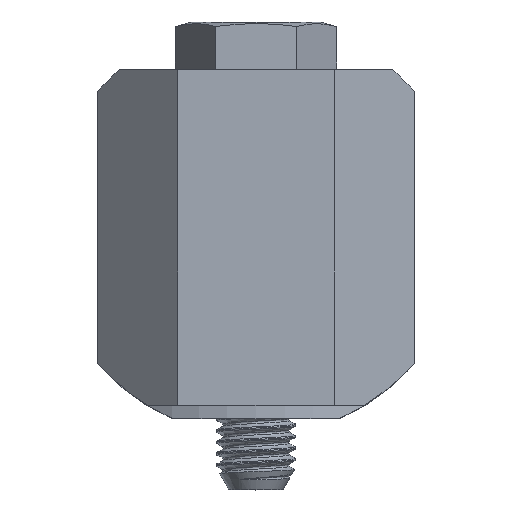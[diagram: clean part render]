
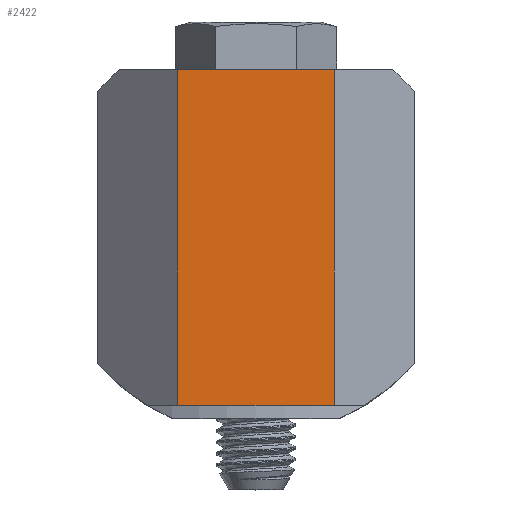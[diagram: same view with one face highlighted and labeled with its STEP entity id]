
A CAD part, top view. The second image highlights one B-rep face of the part: STEP entity #2422.
In plain terms, the highlighted planar face has unit normal (0, 0, 1).
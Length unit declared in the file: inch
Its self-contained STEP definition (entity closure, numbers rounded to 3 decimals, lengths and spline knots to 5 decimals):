
#400=FACE_OUTER_BOUND('',#575,.T.);
#575=EDGE_LOOP('',(#1941,#1942,#1943,#1944));
#633=LINE('',#3146,#784);
#755=LINE('',#7645,#906);
#756=LINE('',#7646,#907);
#757=LINE('',#7647,#908);
#784=VECTOR('',#2686,0.3937);
#906=VECTOR('',#2984,0.3937);
#907=VECTOR('',#2985,0.3937);
#908=VECTOR('',#2986,0.3937);
#949=VERTEX_POINT('',#3143);
#950=VERTEX_POINT('',#3145);
#1110=VERTEX_POINT('',#7643);
#1111=VERTEX_POINT('',#7644);
#1168=EDGE_CURVE('',#949,#950,#633,.T.);
#1399=EDGE_CURVE('',#1110,#1111,#755,.T.);
#1400=EDGE_CURVE('',#950,#1111,#756,.T.);
#1401=EDGE_CURVE('',#1110,#949,#757,.T.);
#1941=ORIENTED_EDGE('',*,*,#1399,.T.);
#1942=ORIENTED_EDGE('',*,*,#1400,.F.);
#1943=ORIENTED_EDGE('',*,*,#1168,.F.);
#1944=ORIENTED_EDGE('',*,*,#1401,.F.);
#2158=PLANE('',#2616);
#2422=ADVANCED_FACE('',(#400),#2158,.T.);
#2616=AXIS2_PLACEMENT_3D('',#7642,#2982,#2983);
#2686=DIRECTION('',(1.,0.,0.));
#2982=DIRECTION('center_axis',(0.,0.,1.));
#2983=DIRECTION('ref_axis',(1.,0.,0.));
#2984=DIRECTION('',(1.,0.,0.));
#2985=DIRECTION('',(0.,-1.,0.));
#2986=DIRECTION('',(0.,1.,0.));
#3143=CARTESIAN_POINT('',(-0.20635,0.59269,0.669));
#3145=CARTESIAN_POINT('',(0.28365,0.59269,0.669));
#3146=CARTESIAN_POINT('',(0.53365,0.59269,0.669));
#7642=CARTESIAN_POINT('Origin',(-0.45635,-0.49731,0.669));
#7643=CARTESIAN_POINT('',(-0.20635,-0.45731,0.669));
#7644=CARTESIAN_POINT('',(0.28365,-0.45731,0.669));
#7645=CARTESIAN_POINT('',(-0.20885,-0.45731,0.669));
#7646=CARTESIAN_POINT('',(0.28365,-0.49731,0.669));
#7647=CARTESIAN_POINT('',(-0.20635,-0.49731,0.669));
